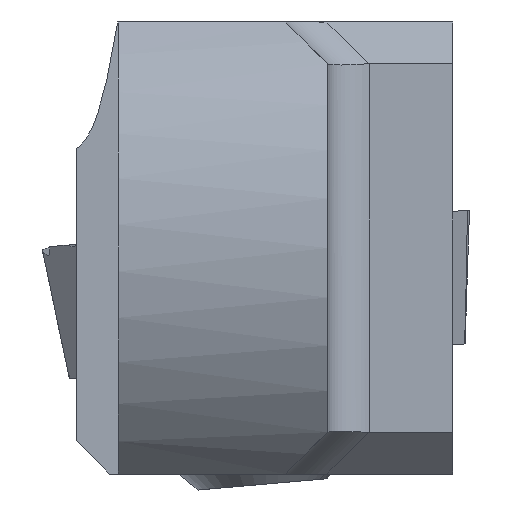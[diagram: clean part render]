
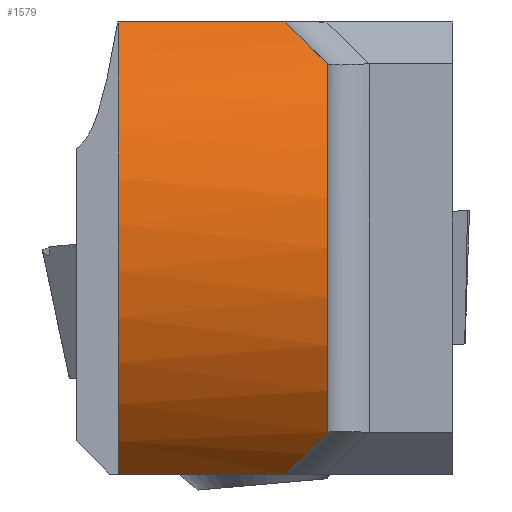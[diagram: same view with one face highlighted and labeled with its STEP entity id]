
A CAD part, left-side view. The second image highlights one B-rep face of the part: STEP entity #1579.
In plain terms, the highlighted cylindrical face has radius 3.5 mm (diameter 7 mm), a partial arc.
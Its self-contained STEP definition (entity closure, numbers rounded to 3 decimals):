
#23 = FACE_OUTER_BOUND ( 'NONE', #3265, .T. ) ;
#52 = CARTESIAN_POINT ( 'NONE',  ( -15.527, -3., 2.7 ) ) ;
#83 = DIRECTION ( 'NONE',  ( 0., -1., 0. ) ) ;
#305 = CARTESIAN_POINT ( 'NONE',  ( -16.022, -3.5, -2.2 ) ) ;
#308 = LINE ( 'NONE', #326, #411 ) ;
#319 = CARTESIAN_POINT ( 'NONE',  ( -15.874, -3.317, 2.383 ) ) ;
#326 = CARTESIAN_POINT ( 'NONE',  ( -15.527, -5., 2.7 ) ) ;
#406 = AXIS2_PLACEMENT_3D ( 'NONE', #1224, #2123, #3272 ) ;
#411 = VECTOR ( 'NONE', #83, 1000. ) ;
#413 = ORIENTED_EDGE ( 'NONE', *, *, #2961, .T. ) ;
#484 = CARTESIAN_POINT ( 'NONE',  ( -15.527, -3., -2.7 ) ) ;
#513 = ORIENTED_EDGE ( 'NONE', *, *, #1770, .T. ) ;
#544 = ORIENTED_EDGE ( 'NONE', *, *, #1125, .F. ) ;
#711 = LINE ( 'NONE', #3035, #2137 ) ;
#772 = DIRECTION ( 'NONE',  ( 0., 1., 0. ) ) ;
#778 = AXIS2_PLACEMENT_3D ( 'NONE', #3190, #772, #1953 ) ;
#791 = EDGE_CURVE ( 'NONE', #2405, #3235, #1679, .T. ) ;
#802 = ORIENTED_EDGE ( 'NONE', *, *, #927, .T. ) ;
#889 = CARTESIAN_POINT ( 'NONE',  ( -15.527, -1., -2.7 ) ) ;
#890 = CARTESIAN_POINT ( 'NONE',  ( -15.874, -3.317, -2.383 ) ) ;
#913 = VERTEX_POINT ( 'NONE', #1565 ) ;
#927 = EDGE_CURVE ( 'NONE', #1567, #2405, #2868, .T. ) ;
#937 = CARTESIAN_POINT ( 'NONE',  ( -13.3, -3.5, 0. ) ) ;
#941 = CYLINDRICAL_SURFACE ( 'NONE', #406, 3.5 ) ;
#1125 = EDGE_CURVE ( 'NONE', #913, #3235, #308, .T. ) ;
#1193 = VERTEX_POINT ( 'NONE', #889 ) ;
#1224 = CARTESIAN_POINT ( 'NONE',  ( -13.3, -5., 0. ) ) ;
#1487 = CARTESIAN_POINT ( 'NONE',  ( -15.709, -3.15, 2.55 ) ) ;
#1565 = CARTESIAN_POINT ( 'NONE',  ( -15.527, -1., 2.7 ) ) ;
#1567 = VERTEX_POINT ( 'NONE', #305 ) ;
#1579 = ADVANCED_FACE ( 'NONE', ( #23 ), #941, .T. ) ;
#1607 = DIRECTION ( 'NONE',  ( 0., 0., 1. ) ) ;
#1679 =( BOUNDED_CURVE ( )  B_SPLINE_CURVE ( 3, ( #2973, #319, #1487, #52 ),
 .UNSPECIFIED., .F., .F. ) 
 B_SPLINE_CURVE_WITH_KNOTS ( ( 4, 4 ),
 ( 5.392, 5.593 ),
 .UNSPECIFIED. ) 
 CURVE ( )  GEOMETRIC_REPRESENTATION_ITEM ( )  RATIONAL_B_SPLINE_CURVE ( ( 1., 0.997, 0.997, 1. ) ) 
 REPRESENTATION_ITEM ( '' )  );
#1770 = EDGE_CURVE ( 'NONE', #1193, #3276, #711, .T. ) ;
#1951 = CIRCLE ( 'NONE', #778, 3.5 ) ;
#1953 = DIRECTION ( 'NONE',  ( 0., 0., 1. ) ) ;
#2027 = CARTESIAN_POINT ( 'NONE',  ( -16.022, -3.5, -2.2 ) ) ;
#2123 = DIRECTION ( 'NONE',  ( 0., 1., 0. ) ) ;
#2137 = VECTOR ( 'NONE', #2754, 1000. ) ;
#2405 = VERTEX_POINT ( 'NONE', #2618 ) ;
#2618 = CARTESIAN_POINT ( 'NONE',  ( -16.022, -3.5, 2.2 ) ) ;
#2754 = DIRECTION ( 'NONE',  ( 0., -1., 0. ) ) ;
#2815 = AXIS2_PLACEMENT_3D ( 'NONE', #937, #3663, #1607 ) ;
#2868 = CIRCLE ( 'NONE', #2815, 3.5 ) ;
#2961 = EDGE_CURVE ( 'NONE', #3276, #1567, #3680, .T. ) ;
#2973 = CARTESIAN_POINT ( 'NONE',  ( -16.022, -3.5, 2.2 ) ) ;
#3035 = CARTESIAN_POINT ( 'NONE',  ( -15.527, -5., -2.7 ) ) ;
#3190 = CARTESIAN_POINT ( 'NONE',  ( -13.3, -1., 0. ) ) ;
#3211 = CARTESIAN_POINT ( 'NONE',  ( -15.709, -3.15, -2.55 ) ) ;
#3214 = ORIENTED_EDGE ( 'NONE', *, *, #3270, .F. ) ;
#3235 = VERTEX_POINT ( 'NONE', #3798 ) ;
#3265 = EDGE_LOOP ( 'NONE', ( #513, #413, #802, #3482, #544, #3214 ) ) ;
#3270 = EDGE_CURVE ( 'NONE', #1193, #913, #1951, .T. ) ;
#3272 = DIRECTION ( 'NONE',  ( 0., 0., 1. ) ) ;
#3276 = VERTEX_POINT ( 'NONE', #484 ) ;
#3482 = ORIENTED_EDGE ( 'NONE', *, *, #791, .T. ) ;
#3554 = CARTESIAN_POINT ( 'NONE',  ( -15.527, -3., -2.7 ) ) ;
#3663 = DIRECTION ( 'NONE',  ( 0., 1., 0. ) ) ;
#3680 =( BOUNDED_CURVE ( )  B_SPLINE_CURVE ( 3, ( #3554, #3211, #890, #2027 ),
 .UNSPECIFIED., .F., .F. ) 
 B_SPLINE_CURVE_WITH_KNOTS ( ( 4, 4 ),
 ( 0.69, 0.891 ),
 .UNSPECIFIED. ) 
 CURVE ( )  GEOMETRIC_REPRESENTATION_ITEM ( )  RATIONAL_B_SPLINE_CURVE ( ( 1., 0.997, 0.997, 1. ) ) 
 REPRESENTATION_ITEM ( '' )  );
#3798 = CARTESIAN_POINT ( 'NONE',  ( -15.527, -3., 2.7 ) ) ;
